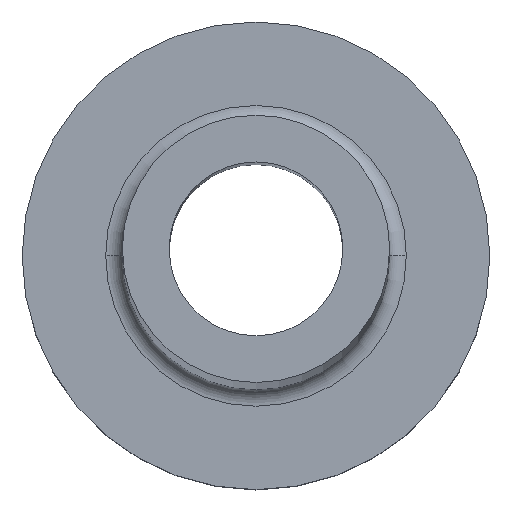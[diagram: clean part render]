
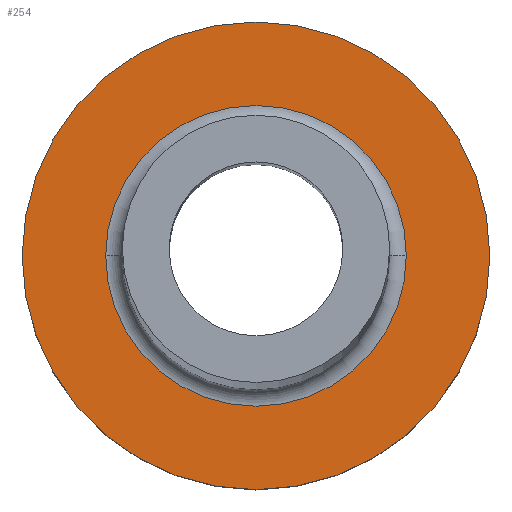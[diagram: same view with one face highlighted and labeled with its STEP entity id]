
A CAD part, top view. The second image highlights one B-rep face of the part: STEP entity #254.
In plain terms, the highlighted planar face has unit normal (0, 0, 1).
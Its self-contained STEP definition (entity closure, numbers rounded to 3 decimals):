
#5 = CARTESIAN_POINT ( 'NONE',  ( 0., 0., 5. ) ) ;
#17 = DIRECTION ( 'NONE',  ( 1., 0., 0. ) ) ;
#22 = DIRECTION ( 'NONE',  ( 0., 0., -1. ) ) ;
#33 = FACE_OUTER_BOUND ( 'NONE', #245, .T. ) ;
#38 = ORIENTED_EDGE ( 'NONE', *, *, #399, .T. ) ;
#54 = CIRCLE ( 'NONE', #310, 7. ) ;
#60 = CARTESIAN_POINT ( 'NONE',  ( 0., 0., 5. ) ) ;
#69 = EDGE_LOOP ( 'NONE', ( #247, #215 ) ) ;
#89 = AXIS2_PLACEMENT_3D ( 'NONE', #320, #22, #138 ) ;
#94 = DIRECTION ( 'NONE',  ( 0., 0., -1. ) ) ;
#99 = DIRECTION ( 'NONE',  ( 0., 0., 1. ) ) ;
#111 = ORIENTED_EDGE ( 'NONE', *, *, #341, .T. ) ;
#114 = CIRCLE ( 'NONE', #89, 4.5 ) ;
#130 = DIRECTION ( 'NONE',  ( 1., 0., 0. ) ) ;
#138 = DIRECTION ( 'NONE',  ( 1., 0., 0. ) ) ;
#149 = CARTESIAN_POINT ( 'NONE',  ( -4.5, 0., 5. ) ) ;
#154 = EDGE_CURVE ( 'NONE', #428, #293, #114, .T. ) ;
#169 = AXIS2_PLACEMENT_3D ( 'NONE', #273, #212, #130 ) ;
#170 = VERTEX_POINT ( 'NONE', #278 ) ;
#175 = DIRECTION ( 'NONE',  ( 0., 0., 1. ) ) ;
#212 = DIRECTION ( 'NONE',  ( 0., 0., 1. ) ) ;
#215 = ORIENTED_EDGE ( 'NONE', *, *, #352, .T. ) ;
#245 = EDGE_LOOP ( 'NONE', ( #38, #111 ) ) ;
#247 = ORIENTED_EDGE ( 'NONE', *, *, #154, .T. ) ;
#254 = ADVANCED_FACE ( 'NONE', ( #403, #33 ), #326, .T. ) ;
#273 = CARTESIAN_POINT ( 'NONE',  ( 0., 0., 5. ) ) ;
#278 = CARTESIAN_POINT ( 'NONE',  ( -7., 0., 5. ) ) ;
#293 = VERTEX_POINT ( 'NONE', #149 ) ;
#310 = AXIS2_PLACEMENT_3D ( 'NONE', #60, #99, #316 ) ;
#316 = DIRECTION ( 'NONE',  ( 1., 0., 0. ) ) ;
#320 = CARTESIAN_POINT ( 'NONE',  ( 0., 0., 5. ) ) ;
#323 = AXIS2_PLACEMENT_3D ( 'NONE', #388, #94, #17 ) ;
#326 = PLANE ( 'NONE',  #329 ) ;
#329 = AXIS2_PLACEMENT_3D ( 'NONE', #5, #175, #365 ) ;
#341 = EDGE_CURVE ( 'NONE', #385, #170, #54, .T. ) ;
#350 = CIRCLE ( 'NONE', #323, 4.5 ) ;
#352 = EDGE_CURVE ( 'NONE', #293, #428, #350, .T. ) ;
#365 = DIRECTION ( 'NONE',  ( 1., 0., 0. ) ) ;
#382 = CIRCLE ( 'NONE', #169, 7. ) ;
#385 = VERTEX_POINT ( 'NONE', #424 ) ;
#388 = CARTESIAN_POINT ( 'NONE',  ( 0., 0., 5. ) ) ;
#399 = EDGE_CURVE ( 'NONE', #170, #385, #382, .T. ) ;
#403 = FACE_BOUND ( 'NONE', #69, .T. ) ;
#413 = CARTESIAN_POINT ( 'NONE',  ( 4.5, 0., 5. ) ) ;
#424 = CARTESIAN_POINT ( 'NONE',  ( 7., 0., 5. ) ) ;
#428 = VERTEX_POINT ( 'NONE', #413 ) ;
